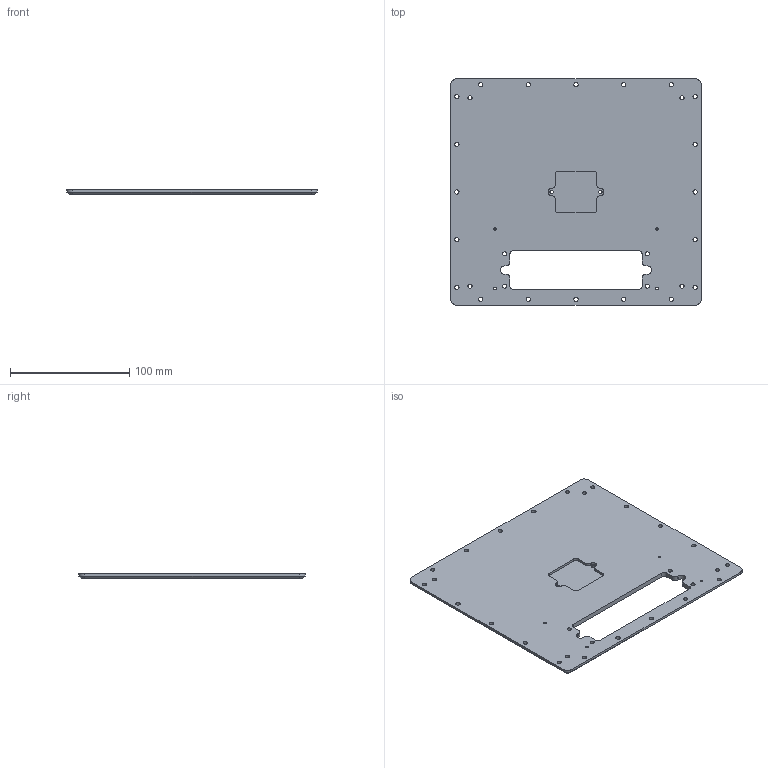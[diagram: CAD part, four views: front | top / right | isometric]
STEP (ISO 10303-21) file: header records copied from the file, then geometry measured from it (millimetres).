
FILE_DESCRIPTION(/* description */ ('STEP AP242','CAx-IF Rec.Pracs.---Representation and Presentation of Product Manufacturing Information (PMI)---4.0---2014-10-13','CAx-IF Rec.Pracs.---3D Tessellated Geometry---0.4---2014-09-14','2;1'),/* implementation_level */ '2;1');
FILE_NAME(/* name */ '642cf5e0a906aa37fc98f0db',/* time_stamp */ '2023-04-05T04:15:28+00:00',/* author */ (''),/* organization */ (''),/* preprocessor_version */ 'ST-DEVELOPER v18.102',/* originating_system */ ' ',/* authorisation */ ' ');
FILE_SCHEMA (('AP242_MANAGED_MODEL_BASED_3D_ENGINEERING_MIM_LF { 1 0 10303 442 1 1 4 }'));
Length unit declared in the file: metre
Products named in the file (1): Machine_bottom_plate
Bounding box: 210 x 190 x 4 mm (x, y, z)
Volume: 139178.1 mm3; surface area: 76859.5 mm2
Topology: 1 solids, 1 shells, 89 faces, 274 edges, 188 vertices
Faces by surface type: cylinder 58, plane 27, cone 4
Full cylindrical faces by diameter (mm): 2.05 x4, 2.9 x2, 3.4 x4, 3.5 x4, 3.6 x20
Entity records: 2912 total; most frequent: DIRECTION 516, CARTESIAN_POINT 470, ORIENTED_EDGE 432, EDGE_CURVE 216, AXIS2_PLACEMENT_3D 210, EDGE_LOOP 194, FACE_BOUND 194, VERTEX_POINT 164
